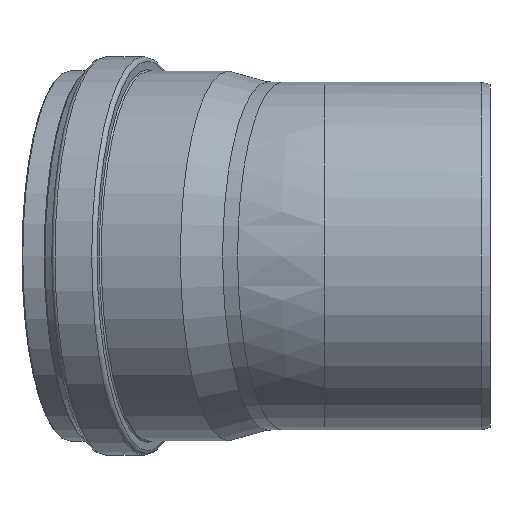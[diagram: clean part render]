
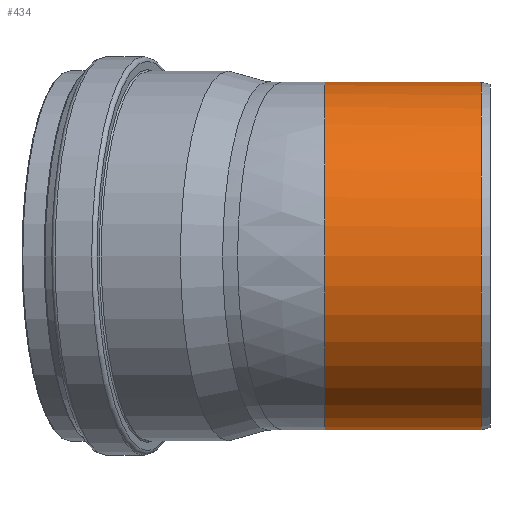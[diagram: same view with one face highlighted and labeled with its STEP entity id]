
A CAD part, left-side view. The second image highlights one B-rep face of the part: STEP entity #434.
In plain terms, the highlighted cylindrical face has radius 157.65 mm (diameter 315.3 mm), a full revolution.
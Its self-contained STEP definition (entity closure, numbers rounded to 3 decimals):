
#34=CYLINDRICAL_SURFACE('',#481,157.65);
#47=ELLIPSE('',#477,159.045,157.65);
#53=FACE_BOUND('',#136,.T.);
#93=FACE_OUTER_BOUND('',#135,.T.);
#135=EDGE_LOOP('',(#345));
#136=EDGE_LOOP('',(#346,#347));
#210=CIRCLE('',#475,157.65);
#212=CIRCLE('',#479,157.65);
#250=VERTEX_POINT('',#718);
#252=VERTEX_POINT('',#746);
#254=VERTEX_POINT('',#755);
#291=EDGE_CURVE('',#250,#250,#210,.T.);
#294=EDGE_CURVE('',#252,#254,#47,.T.);
#297=EDGE_CURVE('',#254,#252,#212,.T.);
#345=ORIENTED_EDGE('',*,*,#291,.T.);
#346=ORIENTED_EDGE('',*,*,#294,.F.);
#347=ORIENTED_EDGE('',*,*,#297,.F.);
#434=ADVANCED_FACE('',(#93,#53),#34,.T.);
#475=AXIS2_PLACEMENT_3D('',#719,#558,#559);
#477=AXIS2_PLACEMENT_3D('',#756,#562,#563);
#479=AXIS2_PLACEMENT_3D('',#793,#566,#567);
#481=AXIS2_PLACEMENT_3D('',#795,#570,#571);
#558=DIRECTION('center_axis',(0.,1.,0.));
#559=DIRECTION('ref_axis',(1.,0.,0.));
#562=DIRECTION('center_axis',(0.132,0.991,0.));
#563=DIRECTION('ref_axis',(0.991,-0.132,0.));
#566=DIRECTION('center_axis',(0.,1.,0.));
#567=DIRECTION('ref_axis',(1.,0.,0.));
#570=DIRECTION('center_axis',(0.,1.,0.));
#571=DIRECTION('ref_axis',(1.,0.,0.));
#718=CARTESIAN_POINT('',(-157.65,8.,0.));
#719=CARTESIAN_POINT('Origin',(0.,8.,0.));
#746=CARTESIAN_POINT('',(145.8,149.581,59.965));
#755=CARTESIAN_POINT('',(145.8,149.581,-59.965));
#756=CARTESIAN_POINT('Origin',(0.,169.019,0.));
#793=CARTESIAN_POINT('Origin',(0.,149.581,0.));
#795=CARTESIAN_POINT('Origin',(0.,0.,0.));
